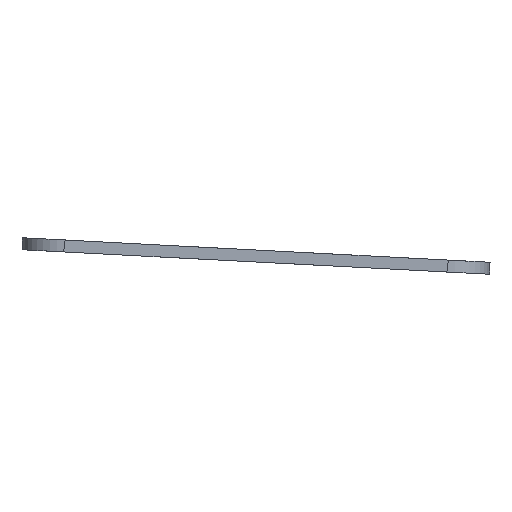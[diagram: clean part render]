
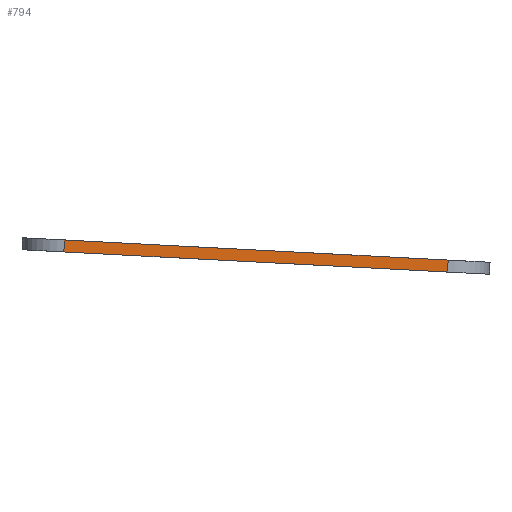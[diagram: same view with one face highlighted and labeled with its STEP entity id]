
A CAD part, left-side view. The second image highlights one B-rep face of the part: STEP entity #794.
In plain terms, the highlighted planar face has unit normal (-1, 0, 0).
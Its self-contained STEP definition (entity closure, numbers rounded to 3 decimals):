
#47=PLANE('',#889);
#84=FACE_OUTER_BOUND('',#147,.T.);
#147=EDGE_LOOP('',(#698,#699,#700,#701));
#165=LINE('',#1156,#234);
#214=LINE('',#1328,#283);
#219=LINE('',#1338,#288);
#221=LINE('',#1341,#290);
#234=VECTOR('',#921,10.);
#283=VECTOR('',#1088,10.);
#288=VECTOR('',#1101,10.);
#290=VECTOR('',#1105,10.);
#346=VERTEX_POINT('',#1153);
#347=VERTEX_POINT('',#1155);
#410=VERTEX_POINT('',#1325);
#411=VERTEX_POINT('',#1327);
#422=EDGE_CURVE('',#347,#346,#165,.T.);
#509=EDGE_CURVE('',#410,#411,#214,.T.);
#515=EDGE_CURVE('',#411,#346,#219,.T.);
#517=EDGE_CURVE('',#347,#410,#221,.T.);
#698=ORIENTED_EDGE('',*,*,#515,.F.);
#699=ORIENTED_EDGE('',*,*,#509,.F.);
#700=ORIENTED_EDGE('',*,*,#517,.F.);
#701=ORIENTED_EDGE('',*,*,#422,.T.);
#794=ADVANCED_FACE('',(#84),#47,.T.);
#889=AXIS2_PLACEMENT_3D('',#1340,#1103,#1104);
#921=DIRECTION('',(0.,0.999,0.052));
#1088=DIRECTION('',(0.,0.999,0.052));
#1101=DIRECTION('',(0.,-0.052,0.999));
#1103=DIRECTION('center_axis',(-1.,0.,0.));
#1104=DIRECTION('ref_axis',(0.,0.999,0.052));
#1105=DIRECTION('',(0.,0.052,-0.999));
#1153=CARTESIAN_POINT('',(-163.409,46.949,14.364));
#1155=CARTESIAN_POINT('',(-163.409,-49.219,9.324));
#1156=CARTESIAN_POINT('',(-163.409,-30.171,10.322));
#1325=CARTESIAN_POINT('',(-163.409,-49.062,6.328));
#1327=CARTESIAN_POINT('',(-163.409,47.106,11.368));
#1328=CARTESIAN_POINT('',(-163.409,-30.014,7.326));
#1338=CARTESIAN_POINT('',(-163.409,46.943,14.464));
#1340=CARTESIAN_POINT('Origin',(-163.409,-59.211,8.901));
#1341=CARTESIAN_POINT('',(-163.409,-49.225,9.424));
